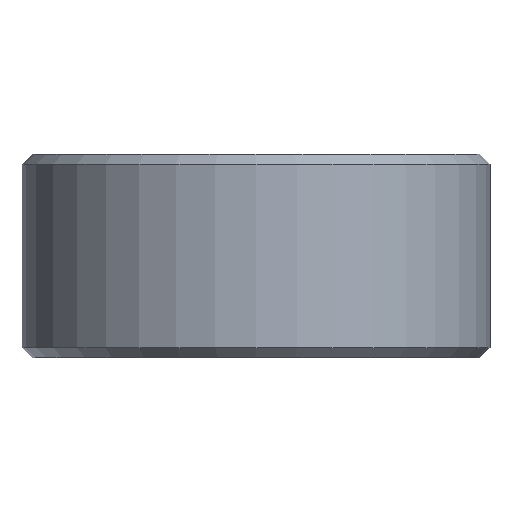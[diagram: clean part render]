
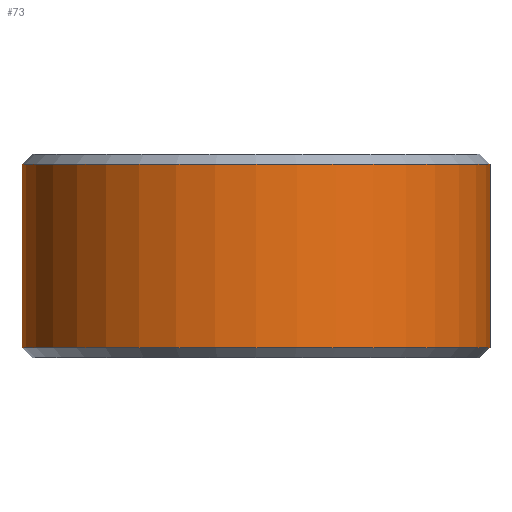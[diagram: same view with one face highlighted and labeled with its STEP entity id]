
A CAD part, left-side view. The second image highlights one B-rep face of the part: STEP entity #73.
In plain terms, the highlighted cylindrical face has radius 11.5 mm (diameter 23 mm), a partial arc.
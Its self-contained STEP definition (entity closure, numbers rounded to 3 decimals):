
#73=ADVANCED_FACE('',(#147),#148,.T.);
#147=FACE_OUTER_BOUND('',#218,.T.);
#148=CYLINDRICAL_SURFACE('',#219,11.5);
#218=EDGE_LOOP('',(#346,#347,#348,#349));
#219=AXIS2_PLACEMENT_3D('',#350,#351,#352);
#346=ORIENTED_EDGE('',*,*,#452,.T.);
#347=ORIENTED_EDGE('',*,*,#446,.F.);
#348=ORIENTED_EDGE('',*,*,#453,.T.);
#349=ORIENTED_EDGE('',*,*,#405,.F.);
#350=CARTESIAN_POINT('',(19.,280.,-10.5));
#351=DIRECTION('',(0.0,0.0,1.0));
#352=DIRECTION('',(0.,-1.0,0.0));
#405=EDGE_CURVE('',#468,#463,#470,.T.);
#446=EDGE_CURVE('',#496,#501,#531,.T.);
#452=EDGE_CURVE('',#468,#501,#537,.T.);
#453=EDGE_CURVE('',#496,#463,#538,.T.);
#463=VERTEX_POINT('',#548);
#468=VERTEX_POINT('',#554);
#470=CIRCLE('',#557,11.5);
#496=VERTEX_POINT('',#587);
#501=VERTEX_POINT('',#593);
#531=CIRCLE('',#630,11.5);
#537=LINE('',#636,#637);
#538=LINE('',#638,#639);
#548=CARTESIAN_POINT('',(19.,291.5,-10.0));
#554=CARTESIAN_POINT('',(19.,268.5,-10.0));
#557=AXIS2_PLACEMENT_3D('',#653,#654,#655);
#587=CARTESIAN_POINT('',(19.,291.5,-1.0));
#593=CARTESIAN_POINT('',(19.,268.5,-1.0));
#630=AXIS2_PLACEMENT_3D('',#719,#720,#721);
#636=CARTESIAN_POINT('',(19.,268.5,-5.5));
#637=VECTOR('',#728,1.0);
#638=CARTESIAN_POINT('',(19.,291.5,-5.5));
#639=VECTOR('',#729,1.0);
#653=CARTESIAN_POINT('',(19.,280.,-10.0));
#654=DIRECTION('',(0.0,0.0,-1.0));
#655=DIRECTION('',(0.,1.0,0.0));
#719=CARTESIAN_POINT('',(19.,280.,-1.0));
#720=DIRECTION('',(0.0,-0.0,1.0));
#721=DIRECTION('',(0.,1.0,0.0));
#728=DIRECTION('',(0.0,0.0,1.0));
#729=DIRECTION('',(-0.0,-0.0,-1.0));
